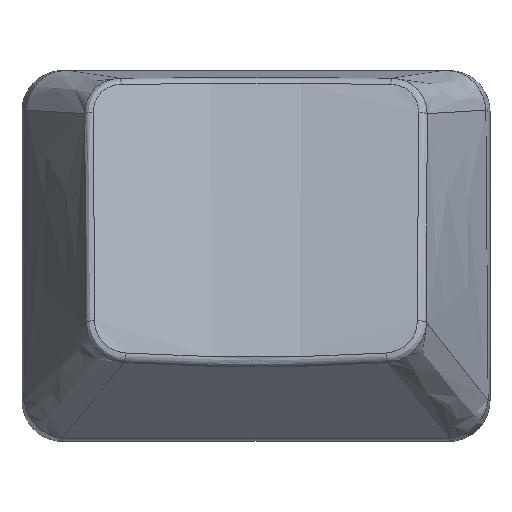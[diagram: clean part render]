
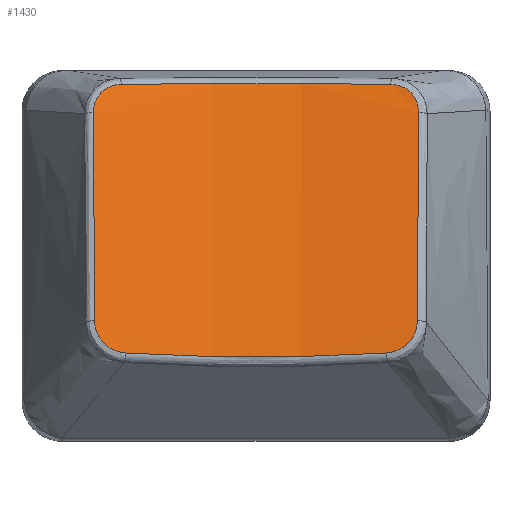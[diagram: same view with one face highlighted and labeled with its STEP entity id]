
A CAD part, top view. The second image highlights one B-rep face of the part: STEP entity #1430.
In plain terms, the highlighted free-form (B-spline) face has degree [1, 2] with [2, 3] control points.
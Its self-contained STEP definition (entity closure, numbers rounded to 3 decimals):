
#14=(
BOUNDED_SURFACE()
B_SPLINE_SURFACE(1,2,((#3803,#3804,#3805),(#3806,#3807,#3808)),
 .UNSPECIFIED.,.F.,.F.,.F.)
B_SPLINE_SURFACE_WITH_KNOTS((2,2),(3,3),(0.008,0.352),
(-1.768,-1.374),.UNSPECIFIED.)
GEOMETRIC_REPRESENTATION_ITEM()
RATIONAL_B_SPLINE_SURFACE(((1.,0.981,1.),(1.,0.981,
1.)))
REPRESENTATION_ITEM('')
SURFACE()
);
#191=B_SPLINE_CURVE_WITH_KNOTS('',3,(#3539,#3540,#3541,#3542),
 .UNSPECIFIED.,.F.,.F.,(4,4),(0.,1.061),.UNSPECIFIED.);
#192=B_SPLINE_CURVE_WITH_KNOTS('',3,(#3575,#3576,#3577,#3578,#3579,#3580),
 .UNSPECIFIED.,.F.,.F.,(4,1,1,4),(0.,0.098,0.163,
0.228),.UNSPECIFIED.);
#193=B_SPLINE_CURVE_WITH_KNOTS('',3,(#3603,#3604,#3605,#3606),
 .UNSPECIFIED.,.F.,.F.,(4,4),(0.,1.338),.UNSPECIFIED.);
#194=B_SPLINE_CURVE_WITH_KNOTS('',3,(#3639,#3640,#3641,#3642,#3643,#3644),
 .UNSPECIFIED.,.F.,.F.,(4,1,1,4),(0.,0.098,0.163,
0.228),.UNSPECIFIED.);
#196=B_SPLINE_CURVE_WITH_KNOTS('',3,(#3672,#3673,#3674,#3675),
 .UNSPECIFIED.,.F.,.F.,(4,4),(0.,1.061),.UNSPECIFIED.);
#198=B_SPLINE_CURVE_WITH_KNOTS('',3,(#3709,#3710,#3711,#3712,#3713),
 .UNSPECIFIED.,.F.,.F.,(4,1,4),(0.,0.105,0.244),
 .UNSPECIFIED.);
#200=B_SPLINE_CURVE_WITH_KNOTS('',3,(#3740,#3741,#3742,#3743),
 .UNSPECIFIED.,.F.,.F.,(4,4),(0.,1.296),.UNSPECIFIED.);
#201=B_SPLINE_CURVE_WITH_KNOTS('',3,(#3769,#3770,#3771,#3772,#3773),
 .UNSPECIFIED.,.F.,.F.,(4,1,4),(0.,0.105,0.244),
 .UNSPECIFIED.);
#405=FACE_OUTER_BOUND('',#497,.T.);
#497=EDGE_LOOP('',(#1275,#1276,#1277,#1278,#1279,#1280,#1281,#1282));
#660=VERTEX_POINT('',#3535);
#661=VERTEX_POINT('',#3537);
#662=VERTEX_POINT('',#3573);
#663=VERTEX_POINT('',#3601);
#664=VERTEX_POINT('',#3637);
#665=VERTEX_POINT('',#3665);
#667=VERTEX_POINT('',#3701);
#669=VERTEX_POINT('',#3734);
#864=EDGE_CURVE('',#661,#660,#191,.T.);
#866=EDGE_CURVE('',#660,#662,#192,.T.);
#868=EDGE_CURVE('',#662,#663,#193,.T.);
#870=EDGE_CURVE('',#663,#664,#194,.T.);
#873=EDGE_CURVE('',#664,#665,#196,.T.);
#876=EDGE_CURVE('',#665,#667,#198,.T.);
#879=EDGE_CURVE('',#667,#669,#200,.T.);
#880=EDGE_CURVE('',#669,#661,#201,.T.);
#1275=ORIENTED_EDGE('',*,*,#864,.F.);
#1276=ORIENTED_EDGE('',*,*,#880,.F.);
#1277=ORIENTED_EDGE('',*,*,#879,.F.);
#1278=ORIENTED_EDGE('',*,*,#876,.F.);
#1279=ORIENTED_EDGE('',*,*,#873,.F.);
#1280=ORIENTED_EDGE('',*,*,#870,.F.);
#1281=ORIENTED_EDGE('',*,*,#868,.F.);
#1282=ORIENTED_EDGE('',*,*,#866,.F.);
#1430=ADVANCED_FACE('',(#405),#14,.T.);
#3535=CARTESIAN_POINT('',(-7.966,7.017,5.49));
#3537=CARTESIAN_POINT('',(-7.904,-3.19,8.405));
#3539=CARTESIAN_POINT('Ctrl Pts',(-7.904,-3.19,8.405));
#3540=CARTESIAN_POINT('Ctrl Pts',(-7.918,0.212,7.432));
#3541=CARTESIAN_POINT('Ctrl Pts',(-7.937,3.614,6.46));
#3542=CARTESIAN_POINT('Ctrl Pts',(-7.966,7.017,5.49));
#3573=CARTESIAN_POINT('',(-6.598,8.397,4.853));
#3575=CARTESIAN_POINT('Ctrl Pts',(-7.966,7.017,5.49));
#3576=CARTESIAN_POINT('Ctrl Pts',(-7.969,7.33,5.401));
#3577=CARTESIAN_POINT('Ctrl Pts',(-7.81,7.848,5.221));
#3578=CARTESIAN_POINT('Ctrl Pts',(-7.229,8.306,4.983));
#3579=CARTESIAN_POINT('Ctrl Pts',(-6.81,8.393,4.888));
#3580=CARTESIAN_POINT('Ctrl Pts',(-6.598,8.397,4.853));
#3601=CARTESIAN_POINT('',(6.598,8.397,4.853));
#3603=CARTESIAN_POINT('Ctrl Pts',(-6.598,8.397,4.853));
#3604=CARTESIAN_POINT('Ctrl Pts',(-2.238,8.461,4.139));
#3605=CARTESIAN_POINT('Ctrl Pts',(2.238,8.461,4.139));
#3606=CARTESIAN_POINT('Ctrl Pts',(6.598,8.397,4.853));
#3637=CARTESIAN_POINT('',(7.966,7.017,5.49));
#3639=CARTESIAN_POINT('Ctrl Pts',(6.598,8.397,4.853));
#3640=CARTESIAN_POINT('Ctrl Pts',(6.916,8.392,4.905));
#3641=CARTESIAN_POINT('Ctrl Pts',(7.439,8.223,5.044));
#3642=CARTESIAN_POINT('Ctrl Pts',(7.889,7.64,5.296));
#3643=CARTESIAN_POINT('Ctrl Pts',(7.968,7.226,5.431));
#3644=CARTESIAN_POINT('Ctrl Pts',(7.966,7.017,5.49));
#3665=CARTESIAN_POINT('',(7.904,-3.19,8.405));
#3672=CARTESIAN_POINT('Ctrl Pts',(7.966,7.017,5.49));
#3673=CARTESIAN_POINT('Ctrl Pts',(7.937,3.614,6.46));
#3674=CARTESIAN_POINT('Ctrl Pts',(7.918,0.212,7.432));
#3675=CARTESIAN_POINT('Ctrl Pts',(7.904,-3.19,8.405));
#3701=CARTESIAN_POINT('',(6.395,-4.767,8.596));
#3709=CARTESIAN_POINT('Ctrl Pts',(7.904,-3.19,8.405));
#3710=CARTESIAN_POINT('Ctrl Pts',(7.902,-3.525,8.5));
#3711=CARTESIAN_POINT('Ctrl Pts',(7.632,-4.323,8.676));
#3712=CARTESIAN_POINT('Ctrl Pts',(6.85,-4.738,8.658));
#3713=CARTESIAN_POINT('Ctrl Pts',(6.395,-4.767,8.596));
#3734=CARTESIAN_POINT('',(-6.395,-4.767,8.596));
#3740=CARTESIAN_POINT('Ctrl Pts',(6.395,-4.767,8.596));
#3741=CARTESIAN_POINT('Ctrl Pts',(2.164,-5.032,8.018));
#3742=CARTESIAN_POINT('Ctrl Pts',(-2.164,-5.032,8.018));
#3743=CARTESIAN_POINT('Ctrl Pts',(-6.395,-4.767,8.596));
#3769=CARTESIAN_POINT('Ctrl Pts',(-6.395,-4.767,8.596));
#3770=CARTESIAN_POINT('Ctrl Pts',(-6.737,-4.746,8.642));
#3771=CARTESIAN_POINT('Ctrl Pts',(-7.53,-4.43,8.687));
#3772=CARTESIAN_POINT('Ctrl Pts',(-7.902,-3.636,8.532));
#3773=CARTESIAN_POINT('Ctrl Pts',(-7.904,-3.19,8.405));
#3803=CARTESIAN_POINT('Ctrl Pts',(7.968,-4.787,8.875));
#3804=CARTESIAN_POINT('Ctrl Pts',(0.,-5.196,
7.449));
#3805=CARTESIAN_POINT('Ctrl Pts',(-7.968,-4.787,8.875));
#3806=CARTESIAN_POINT('Ctrl Pts',(7.968,8.659,5.02));
#3807=CARTESIAN_POINT('Ctrl Pts',(0.,8.25,
3.593));
#3808=CARTESIAN_POINT('Ctrl Pts',(-7.968,8.659,5.02));
